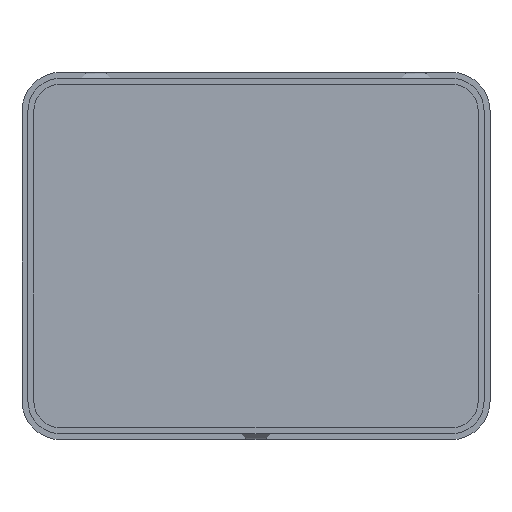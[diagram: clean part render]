
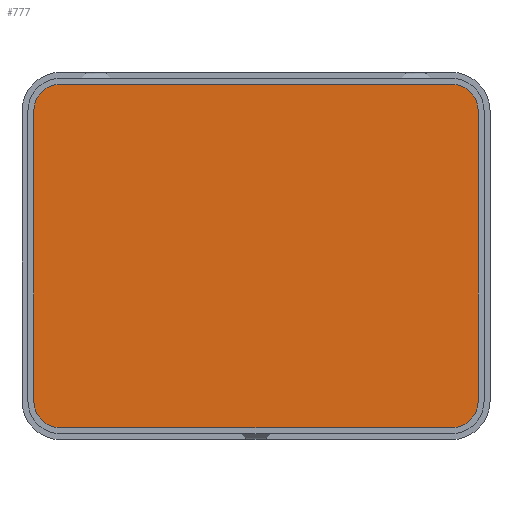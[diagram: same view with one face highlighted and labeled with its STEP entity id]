
A CAD part, top view. The second image highlights one B-rep face of the part: STEP entity #777.
In plain terms, the highlighted planar face has unit normal (0, 0, 1).
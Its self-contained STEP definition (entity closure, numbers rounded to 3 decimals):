
#20=CIRCLE('',#816,4.5);
#22=CIRCLE('',#820,4.5);
#24=CIRCLE('',#824,4.5);
#26=CIRCLE('',#828,4.5);
#71=PLANE('',#864);
#113=FACE_OUTER_BOUND('',#161,.T.);
#161=EDGE_LOOP('',(#709,#710,#711,#712,#713,#714,#715,#716));
#193=LINE('',#1171,#271);
#198=LINE('',#1185,#276);
#202=LINE('',#1197,#280);
#206=LINE('',#1209,#284);
#271=VECTOR('',#942,10.);
#276=VECTOR('',#955,10.);
#280=VECTOR('',#967,10.);
#284=VECTOR('',#979,10.);
#349=VERTEX_POINT('',#1169);
#350=VERTEX_POINT('',#1170);
#353=VERTEX_POINT('',#1178);
#355=VERTEX_POINT('',#1184);
#357=VERTEX_POINT('',#1190);
#359=VERTEX_POINT('',#1196);
#361=VERTEX_POINT('',#1202);
#363=VERTEX_POINT('',#1208);
#433=EDGE_CURVE('',#349,#350,#193,.T.);
#437=EDGE_CURVE('',#350,#353,#20,.T.);
#440=EDGE_CURVE('',#353,#355,#198,.T.);
#443=EDGE_CURVE('',#355,#357,#22,.T.);
#446=EDGE_CURVE('',#357,#359,#202,.T.);
#449=EDGE_CURVE('',#359,#361,#24,.T.);
#452=EDGE_CURVE('',#361,#363,#206,.T.);
#455=EDGE_CURVE('',#363,#349,#26,.T.);
#709=ORIENTED_EDGE('',*,*,#433,.T.);
#710=ORIENTED_EDGE('',*,*,#437,.T.);
#711=ORIENTED_EDGE('',*,*,#440,.T.);
#712=ORIENTED_EDGE('',*,*,#443,.T.);
#713=ORIENTED_EDGE('',*,*,#446,.T.);
#714=ORIENTED_EDGE('',*,*,#449,.T.);
#715=ORIENTED_EDGE('',*,*,#452,.T.);
#716=ORIENTED_EDGE('',*,*,#455,.T.);
#777=ADVANCED_FACE('',(#113),#71,.T.);
#816=AXIS2_PLACEMENT_3D('',#1179,#948,#949);
#820=AXIS2_PLACEMENT_3D('',#1191,#960,#961);
#824=AXIS2_PLACEMENT_3D('',#1203,#972,#973);
#828=AXIS2_PLACEMENT_3D('',#1214,#984,#985);
#864=AXIS2_PLACEMENT_3D('',#1314,#1088,#1089);
#942=DIRECTION('',(0.,1.,0.));
#948=DIRECTION('center_axis',(0.,0.,1.));
#949=DIRECTION('ref_axis',(1.,0.,0.));
#955=DIRECTION('',(-1.,0.,0.));
#960=DIRECTION('center_axis',(0.,0.,1.));
#961=DIRECTION('ref_axis',(0.,1.,0.));
#967=DIRECTION('',(0.,-1.,0.));
#972=DIRECTION('center_axis',(0.,0.,1.));
#973=DIRECTION('ref_axis',(-1.,0.,0.));
#979=DIRECTION('',(1.,0.,0.));
#984=DIRECTION('center_axis',(0.,0.,1.));
#985=DIRECTION('ref_axis',(0.,-1.,0.));
#1088=DIRECTION('center_axis',(0.,0.,1.));
#1089=DIRECTION('ref_axis',(1.,0.,0.));
#1169=CARTESIAN_POINT('',(74.5,4.,-8.));
#1170=CARTESIAN_POINT('',(74.5,53.,-8.));
#1171=CARTESIAN_POINT('',(74.5,40.75,-8.));
#1178=CARTESIAN_POINT('',(70.,57.5,-8.));
#1179=CARTESIAN_POINT('Origin',(70.,53.,-8.));
#1184=CARTESIAN_POINT('',(4.,57.5,-8.));
#1185=CARTESIAN_POINT('',(20.5,57.5,-8.));
#1190=CARTESIAN_POINT('',(-0.5,53.,-8.));
#1191=CARTESIAN_POINT('Origin',(4.,53.,-8.));
#1196=CARTESIAN_POINT('',(-0.5,4.,-8.));
#1197=CARTESIAN_POINT('',(-0.5,16.25,-8.));
#1202=CARTESIAN_POINT('',(4.,-0.5,-8.));
#1203=CARTESIAN_POINT('Origin',(4.,4.,-8.));
#1208=CARTESIAN_POINT('',(70.,-0.5,-8.));
#1209=CARTESIAN_POINT('',(53.5,-0.5,-8.));
#1214=CARTESIAN_POINT('Origin',(70.,4.,-8.));
#1314=CARTESIAN_POINT('Origin',(37.,28.5,-8.));
